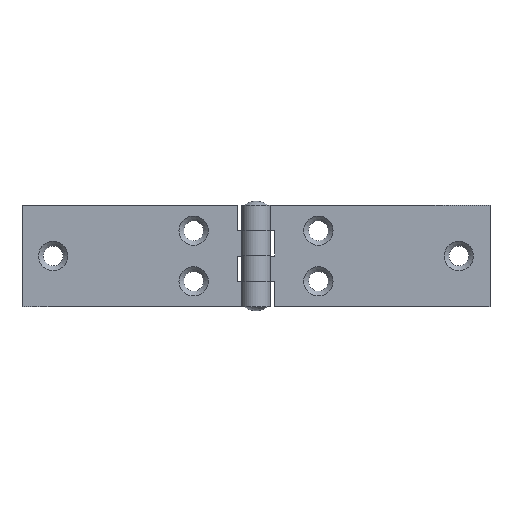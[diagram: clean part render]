
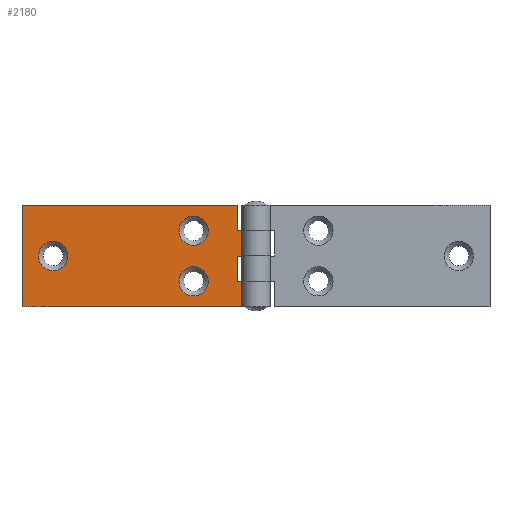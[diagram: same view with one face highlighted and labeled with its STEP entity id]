
A CAD part, top view. The second image highlights one B-rep face of the part: STEP entity #2180.
In plain terms, the highlighted planar face has unit normal (0, 0, 1).
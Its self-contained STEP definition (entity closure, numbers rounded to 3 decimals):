
#78 = DIRECTION ( 'NONE',  ( 0., 1., 0. ) ) ;
#226 = VERTEX_POINT ( 'NONE', #5418 ) ;
#386 = EDGE_LOOP ( 'NONE', ( #3147 ) ) ;
#590 = LINE ( 'NONE', #1117, #10278 ) ;
#608 = CARTESIAN_POINT ( 'NONE',  ( 44., -6.5, 1.2 ) ) ;
#646 = CARTESIAN_POINT ( 'NONE',  ( 40.25, 6.5, 1.2 ) ) ;
#663 = ORIENTED_EDGE ( 'NONE', *, *, #1122, .T. ) ;
#697 = CARTESIAN_POINT ( 'NONE',  ( 55.2, 13., 1.2 ) ) ;
#792 = CARTESIAN_POINT ( 'NONE',  ( 0., 13., 1.2 ) ) ;
#1099 = LINE ( 'NONE', #7587, #6208 ) ;
#1117 = CARTESIAN_POINT ( 'NONE',  ( 60., 13., 1.2 ) ) ;
#1122 = EDGE_CURVE ( 'NONE', #7770, #10318, #3262, .T. ) ;
#1123 = AXIS2_PLACEMENT_3D ( 'NONE', #608, #4229, #5065 ) ;
#1652 = CARTESIAN_POINT ( 'NONE',  ( 40.25, -6.5, 1.2 ) ) ;
#1686 = DIRECTION ( 'NONE',  ( 0., 0., -1. ) ) ;
#1731 = DIRECTION ( 'NONE',  ( -1., 0., 0. ) ) ;
#1812 = VECTOR ( 'NONE', #2592, 1000. ) ;
#2163 = CARTESIAN_POINT ( 'NONE',  ( 60., -13., 1.2 ) ) ;
#2180 = ADVANCED_FACE ( 'NONE', ( #8450, #2922, #2648, #4038 ), #9515, .F. ) ;
#2181 = CARTESIAN_POINT ( 'NONE',  ( 0., -13., 1.2 ) ) ;
#2211 = LINE ( 'NONE', #2969, #5120 ) ;
#2254 = ORIENTED_EDGE ( 'NONE', *, *, #10009, .F. ) ;
#2363 = CARTESIAN_POINT ( 'NONE',  ( 55.2, -6.5, 1.2 ) ) ;
#2401 = ORIENTED_EDGE ( 'NONE', *, *, #8217, .F. ) ;
#2592 = DIRECTION ( 'NONE',  ( 1., 0., 0. ) ) ;
#2648 = FACE_BOUND ( 'NONE', #386, .T. ) ;
#2671 = EDGE_CURVE ( 'NONE', #10318, #10832, #4530, .T. ) ;
#2729 = DIRECTION ( 'NONE',  ( 0., -1., 0. ) ) ;
#2848 = DIRECTION ( 'NONE',  ( 0., -1., 0. ) ) ;
#2859 = VERTEX_POINT ( 'NONE', #10454 ) ;
#2869 = EDGE_LOOP ( 'NONE', ( #8019 ) ) ;
#2922 = FACE_BOUND ( 'NONE', #2869, .T. ) ;
#2969 = CARTESIAN_POINT ( 'NONE',  ( 0., 13., 1.2 ) ) ;
#3057 = VERTEX_POINT ( 'NONE', #646 ) ;
#3147 = ORIENTED_EDGE ( 'NONE', *, *, #9672, .T. ) ;
#3167 = VECTOR ( 'NONE', #3351, 1000. ) ;
#3262 = LINE ( 'NONE', #5387, #6444 ) ;
#3313 = VECTOR ( 'NONE', #8143, 1000. ) ;
#3317 = ORIENTED_EDGE ( 'NONE', *, *, #10207, .T. ) ;
#3332 = DIRECTION ( 'NONE',  ( -1., 0., 0. ) ) ;
#3351 = DIRECTION ( 'NONE',  ( 0., -1., 0. ) ) ;
#3461 = DIRECTION ( 'NONE',  ( 0., -1., 0. ) ) ;
#3945 = EDGE_CURVE ( 'NONE', #8839, #10832, #7117, .T. ) ;
#3972 = VECTOR ( 'NONE', #7512, 1000. ) ;
#4038 = FACE_OUTER_BOUND ( 'NONE', #9559, .T. ) ;
#4061 = CARTESIAN_POINT ( 'NONE',  ( 55.2, 0., 1.2 ) ) ;
#4229 = DIRECTION ( 'NONE',  ( 0., 0., -1. ) ) ;
#4345 = CARTESIAN_POINT ( 'NONE',  ( 55.2, -13., 1.2 ) ) ;
#4390 = DIRECTION ( 'NONE',  ( 0., 0., -1. ) ) ;
#4530 = LINE ( 'NONE', #4061, #3972 ) ;
#4660 = ORIENTED_EDGE ( 'NONE', *, *, #3945, .F. ) ;
#4743 = VERTEX_POINT ( 'NONE', #2181 ) ;
#5065 = DIRECTION ( 'NONE',  ( -1., 0., 0. ) ) ;
#5120 = VECTOR ( 'NONE', #9040, 1000. ) ;
#5278 = VERTEX_POINT ( 'NONE', #8608 ) ;
#5367 = CARTESIAN_POINT ( 'NONE',  ( 60., -6.5, 1.2 ) ) ;
#5387 = CARTESIAN_POINT ( 'NONE',  ( 55.2, 13., 1.2 ) ) ;
#5418 = CARTESIAN_POINT ( 'NONE',  ( 55.2, 13., 1.2 ) ) ;
#5456 = DIRECTION ( 'NONE',  ( -1., 0., 0. ) ) ;
#5527 = CARTESIAN_POINT ( 'NONE',  ( 55.2, 6.5, 1.2 ) ) ;
#5677 = EDGE_CURVE ( 'NONE', #10213, #226, #2211, .T. ) ;
#5730 = LINE ( 'NONE', #7847, #7515 ) ;
#6129 = AXIS2_PLACEMENT_3D ( 'NONE', #11360, #1686, #1731 ) ;
#6208 = VECTOR ( 'NONE', #6811, 1000. ) ;
#6378 = CARTESIAN_POINT ( 'NONE',  ( 8., 0., 1.2 ) ) ;
#6444 = VECTOR ( 'NONE', #78, 1000. ) ;
#6499 = ORIENTED_EDGE ( 'NONE', *, *, #7155, .F. ) ;
#6541 = CIRCLE ( 'NONE', #6129, 3.75 ) ;
#6603 = EDGE_LOOP ( 'NONE', ( #10739 ) ) ;
#6665 = CARTESIAN_POINT ( 'NONE',  ( 55.2, 0., 1.2 ) ) ;
#6811 = DIRECTION ( 'NONE',  ( -1., 0., 0. ) ) ;
#6914 = ORIENTED_EDGE ( 'NONE', *, *, #11312, .T. ) ;
#7101 = AXIS2_PLACEMENT_3D ( 'NONE', #697, #4390, #3332 ) ;
#7117 = LINE ( 'NONE', #7804, #9894 ) ;
#7155 = EDGE_CURVE ( 'NONE', #226, #2859, #5730, .T. ) ;
#7314 = CIRCLE ( 'NONE', #7829, 3.75 ) ;
#7512 = DIRECTION ( 'NONE',  ( 1., 0., 0. ) ) ;
#7515 = VECTOR ( 'NONE', #2729, 1000. ) ;
#7587 = CARTESIAN_POINT ( 'NONE',  ( 55.2, -6.5, 1.2 ) ) ;
#7726 = VERTEX_POINT ( 'NONE', #2163 ) ;
#7770 = VERTEX_POINT ( 'NONE', #2363 ) ;
#7801 = EDGE_CURVE ( 'NONE', #3057, #3057, #6541, .T. ) ;
#7804 = CARTESIAN_POINT ( 'NONE',  ( 60., 13., 1.2 ) ) ;
#7829 = AXIS2_PLACEMENT_3D ( 'NONE', #6378, #10756, #5456 ) ;
#7847 = CARTESIAN_POINT ( 'NONE',  ( 55.2, 13., 1.2 ) ) ;
#8019 = ORIENTED_EDGE ( 'NONE', *, *, #7801, .T. ) ;
#8143 = DIRECTION ( 'NONE',  ( 1., 0., 0. ) ) ;
#8217 = EDGE_CURVE ( 'NONE', #9935, #7726, #590, .T. ) ;
#8450 = FACE_BOUND ( 'NONE', #6603, .T. ) ;
#8528 = CARTESIAN_POINT ( 'NONE',  ( 0., 13., 1.2 ) ) ;
#8608 = CARTESIAN_POINT ( 'NONE',  ( 4.25, 0., 1.2 ) ) ;
#8839 = VERTEX_POINT ( 'NONE', #10431 ) ;
#9040 = DIRECTION ( 'NONE',  ( 1., 0., 0. ) ) ;
#9515 = PLANE ( 'NONE',  #7101 ) ;
#9533 = LINE ( 'NONE', #792, #3167 ) ;
#9555 = CIRCLE ( 'NONE', #1123, 3.75 ) ;
#9559 = EDGE_LOOP ( 'NONE', ( #6499, #10705, #9816, #6914, #2401, #3317, #663, #10808, #4660, #2254 ) ) ;
#9586 = CARTESIAN_POINT ( 'NONE',  ( 60., 0., 1.2 ) ) ;
#9672 = EDGE_CURVE ( 'NONE', #5278, #5278, #7314, .T. ) ;
#9816 = ORIENTED_EDGE ( 'NONE', *, *, #10361, .T. ) ;
#9894 = VECTOR ( 'NONE', #3461, 1000. ) ;
#9935 = VERTEX_POINT ( 'NONE', #5367 ) ;
#10009 = EDGE_CURVE ( 'NONE', #2859, #8839, #10492, .T. ) ;
#10207 = EDGE_CURVE ( 'NONE', #9935, #7770, #1099, .T. ) ;
#10213 = VERTEX_POINT ( 'NONE', #8528 ) ;
#10278 = VECTOR ( 'NONE', #2848, 1000. ) ;
#10318 = VERTEX_POINT ( 'NONE', #6665 ) ;
#10361 = EDGE_CURVE ( 'NONE', #10213, #4743, #9533, .T. ) ;
#10431 = CARTESIAN_POINT ( 'NONE',  ( 60., 6.5, 1.2 ) ) ;
#10454 = CARTESIAN_POINT ( 'NONE',  ( 55.2, 6.5, 1.2 ) ) ;
#10492 = LINE ( 'NONE', #5527, #3313 ) ;
#10705 = ORIENTED_EDGE ( 'NONE', *, *, #5677, .F. ) ;
#10739 = ORIENTED_EDGE ( 'NONE', *, *, #11138, .T. ) ;
#10756 = DIRECTION ( 'NONE',  ( 0., 0., -1. ) ) ;
#10801 = VERTEX_POINT ( 'NONE', #1652 ) ;
#10808 = ORIENTED_EDGE ( 'NONE', *, *, #2671, .T. ) ;
#10832 = VERTEX_POINT ( 'NONE', #9586 ) ;
#11138 = EDGE_CURVE ( 'NONE', #10801, #10801, #9555, .T. ) ;
#11223 = LINE ( 'NONE', #4345, #1812 ) ;
#11312 = EDGE_CURVE ( 'NONE', #4743, #7726, #11223, .T. ) ;
#11360 = CARTESIAN_POINT ( 'NONE',  ( 44., 6.5, 1.2 ) ) ;
